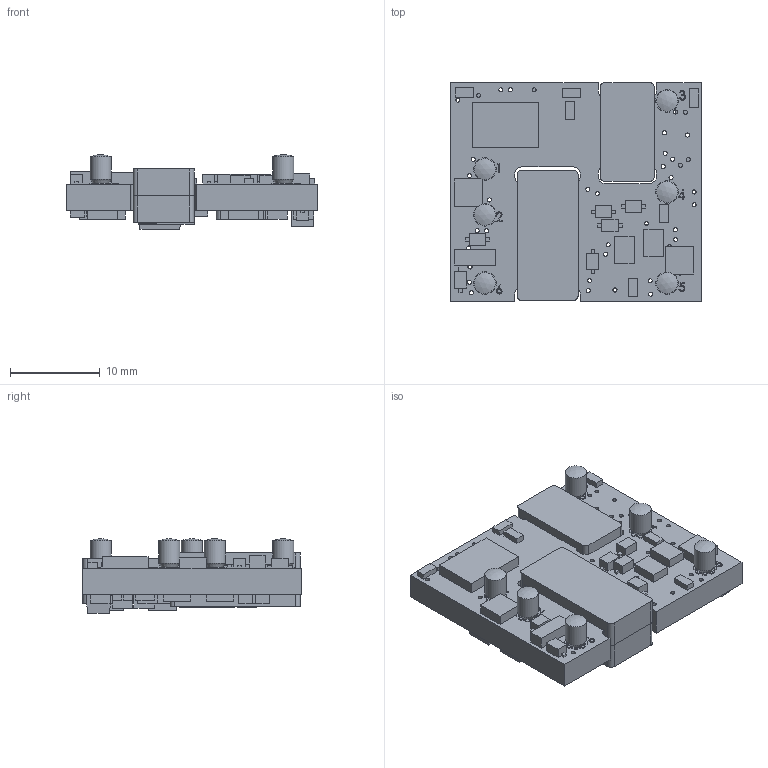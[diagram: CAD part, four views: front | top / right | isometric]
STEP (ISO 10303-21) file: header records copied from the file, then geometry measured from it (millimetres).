
FILE_DESCRIPTION (( 'STEP AP214' ), '1' );
FILE_NAME ('UEI15 SMT Generic.STEP', '2014-05-08T13:58:41', ( 'deleteme' ), ( '' ), 'SwSTEP 2.0', 'SolidWorks 2013', '' );
FILE_SCHEMA (( 'AUTOMOTIVE_DESIGN' ));
Length unit declared in the file: inch
Products named in the file (1): UEI15 SMT Generic
Bounding box: 27.94 x 24.38 x 8.32 mm (x, y, z)
Surface area: 3259.6 mm2 (no closed solid volume)
Topology: 0 solids, 52 shells, 658 faces, 2439 edges, 1754 vertices
Faces by surface type: plane 422, cylinder 204, bspline 20, sphere 6, cone 6
Full cylindrical faces by diameter (mm): 0.457 x51, 1.194 x6, 2.362 x6
Entity records: 35534 total; most frequent: CARTESIAN_POINT 6559, DIRECTION 4220, ORIENTED_EDGE 3648, EDGE_CURVE 2364, VERTEX_POINT 1748, VECTOR 1638, LINE 1638, AXIS2_PLACEMENT_3D 1291
